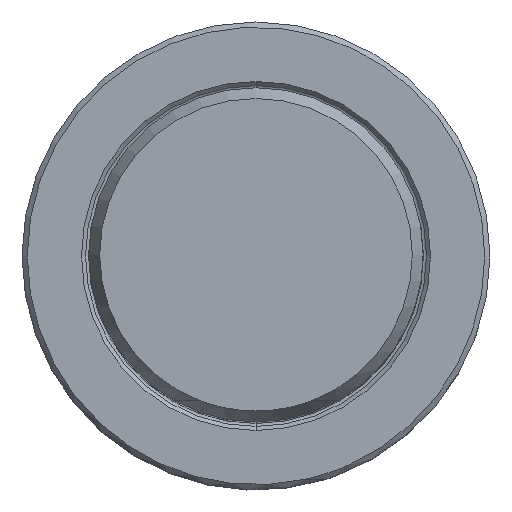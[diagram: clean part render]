
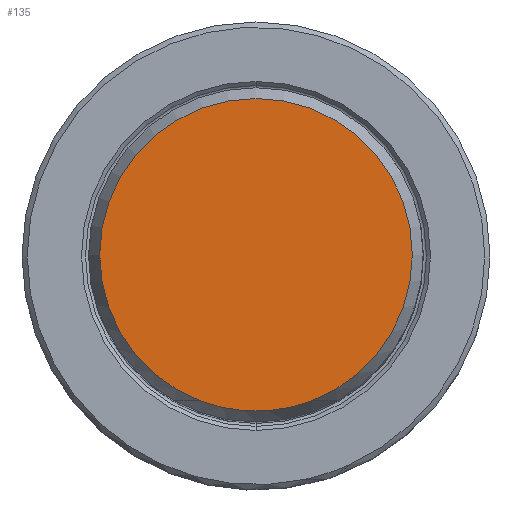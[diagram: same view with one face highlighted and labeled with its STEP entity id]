
A CAD part, top view. The second image highlights one B-rep face of the part: STEP entity #135.
In plain terms, the highlighted planar face has unit normal (0, 0, 1).
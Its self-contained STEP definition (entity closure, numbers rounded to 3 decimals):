
#40=PLANE('',#1251);
#135=ADVANCED_FACE('',(#219),#40,.F.);
#219=FACE_OUTER_BOUND('',#283,.T.);
#283=EDGE_LOOP('',(#459,#460,#461,#462));
#459=ORIENTED_EDGE('',*,*,#765,.F.);
#460=ORIENTED_EDGE('',*,*,#766,.F.);
#461=ORIENTED_EDGE('',*,*,#767,.F.);
#462=ORIENTED_EDGE('',*,*,#768,.F.);
#645=VERTEX_POINT('',#2348);
#646=VERTEX_POINT('',#2349);
#647=VERTEX_POINT('',#2351);
#648=VERTEX_POINT('',#2353);
#765=EDGE_CURVE('',#645,#646,#929,.T.);
#766=EDGE_CURVE('',#647,#645,#930,.T.);
#767=EDGE_CURVE('',#648,#647,#931,.T.);
#768=EDGE_CURVE('',#646,#648,#932,.T.);
#929=CIRCLE('',#1247,14.847);
#930=CIRCLE('',#1248,14.847);
#931=CIRCLE('',#1249,14.847);
#932=CIRCLE('',#1250,14.847);
#1247=AXIS2_PLACEMENT_3D('',#2347,#1502,#1503);
#1248=AXIS2_PLACEMENT_3D('',#2350,#1504,#1505);
#1249=AXIS2_PLACEMENT_3D('',#2352,#1506,#1507);
#1250=AXIS2_PLACEMENT_3D('',#2354,#1508,#1509);
#1251=AXIS2_PLACEMENT_3D('',#2355,#1510,#1511);
#1502=DIRECTION('',(0.,0.,-1.));
#1503=DIRECTION('',(0.356,-0.935,0.));
#1504=DIRECTION('',(0.,0.,-1.));
#1505=DIRECTION('',(1.,0.,0.));
#1506=DIRECTION('',(0.,0.,-1.));
#1507=DIRECTION('',(-1.,0.,0.));
#1508=DIRECTION('',(0.,0.,-1.));
#1509=DIRECTION('',(-0.356,-0.935,0.));
#1510=DIRECTION('',(0.,0.,-1.));
#1511=DIRECTION('',(-1.,0.,0.));
#2347=CARTESIAN_POINT('',(0.,0.,60.33));
#2348=CARTESIAN_POINT('',(5.284,-13.875,60.33));
#2349=CARTESIAN_POINT('',(-5.284,-13.875,60.33));
#2350=CARTESIAN_POINT('',(0.,0.,60.33));
#2351=CARTESIAN_POINT('',(14.847,0.,60.33));
#2352=CARTESIAN_POINT('',(0.,0.,60.33));
#2353=CARTESIAN_POINT('',(-14.847,0.,60.33));
#2354=CARTESIAN_POINT('',(0.,0.,60.33));
#2355=CARTESIAN_POINT('',(0.,0.,60.33));
